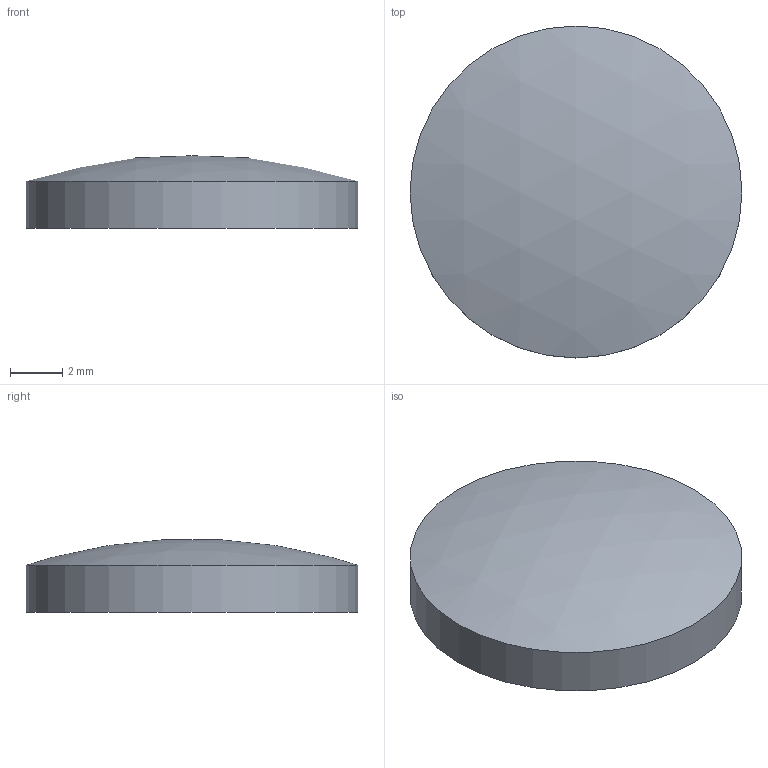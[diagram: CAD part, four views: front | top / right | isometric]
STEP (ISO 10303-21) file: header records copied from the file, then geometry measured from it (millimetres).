
FILE_DESCRIPTION(/* description */ ('STEP AP214'),/* implementation_level */ '2;1');
FILE_NAME(/* name */ '00_LA1304-Step.ipt.step',/* time_stamp */ '2022-11-29T07:42:42+01:00',/* author */ (' '),/* organization */ (' '),/* preprocessor_version */ 'ST-DEVELOPER v18.1',/* originating_system */ 'Autodesk Inventor 2022',/* authorisation */ '');
FILE_SCHEMA (('AUTOMOTIVE_DESIGN { 1 0 10303 214 3 1 1 }'));
Length unit declared in the file: millimetre
Products named in the file (1): LA1304-Step
Bounding box: 12.7 x 12.7 x 2.77 mm (x, y, z)
Volume: 291.7 mm3; surface area: 328.2 mm2
Topology: 1 solids, 1 shells, 3 faces, 3 edges, 2 vertices
Faces by surface type: cylinder 1, sphere 1, plane 1
Full cylindrical faces by diameter (mm): 12.7 x1
Entity records: 112 total; most frequent: DIRECTION 13, CARTESIAN_POINT 9, ORIENTED_EDGE 6, AXIS2_PLACEMENT_3D 6, STYLED_ITEM 4, FACE_OUTER_BOUND 3, EDGE_LOOP 3, EDGE_CURVE 3
